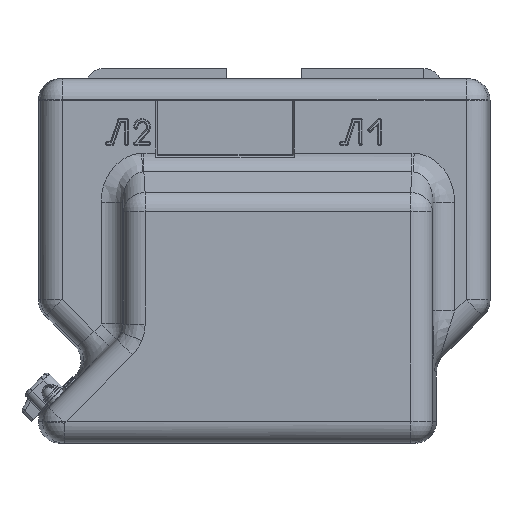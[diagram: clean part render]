
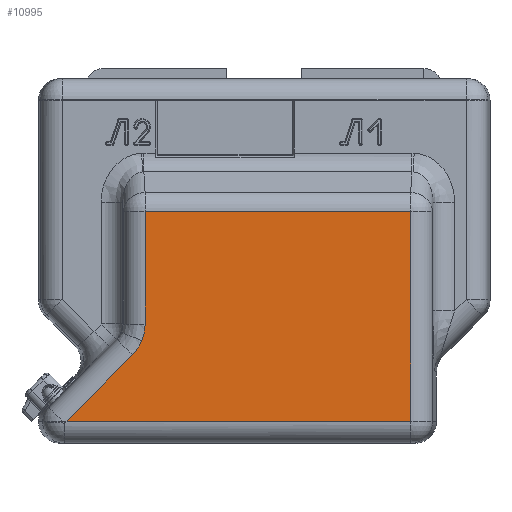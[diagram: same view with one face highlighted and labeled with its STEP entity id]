
A CAD part, top view. The second image highlights one B-rep face of the part: STEP entity #10995.
In plain terms, the highlighted planar face has unit normal (0, 0, 1).
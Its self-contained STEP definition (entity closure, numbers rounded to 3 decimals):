
#527 = CARTESIAN_POINT ( 'NONE',  ( -73.219, 61.134, 82.5 ) ) ;
#566 = CARTESIAN_POINT ( 'NONE',  ( -78.852, 52.705, 82.5 ) ) ;
#792 = VERTEX_POINT ( 'NONE', #5950 ) ;
#803 = VERTEX_POINT ( 'NONE', #5999 ) ;
#806 = VERTEX_POINT ( 'NONE', #5967 ) ;
#1087 = EDGE_LOOP ( 'NONE', ( #2149, #2127, #2105, #2154, #2190, #2157, #2141 ) ) ;
#2105 = ORIENTED_EDGE ( 'NONE', *, *, #3880, .T. ) ;
#2127 = ORIENTED_EDGE ( 'NONE', *, *, #4250, .T. ) ;
#2141 = ORIENTED_EDGE ( 'NONE', *, *, #7985, .F. ) ;
#2149 = ORIENTED_EDGE ( 'NONE', *, *, #3883, .T. ) ;
#2154 = ORIENTED_EDGE ( 'NONE', *, *, #7962, .T. ) ;
#2157 = ORIENTED_EDGE ( 'NONE', *, *, #4925, .F. ) ;
#2190 = ORIENTED_EDGE ( 'NONE', *, *, #4990, .T. ) ;
#3880 = EDGE_CURVE ( 'NONE', #7673, #806, #6793, .T. ) ;
#3883 = EDGE_CURVE ( 'NONE', #20614, #7684, #6832, .T. ) ;
#4250 = EDGE_CURVE ( 'NONE', #7684, #7673, #7319, .T. ) ;
#4925 = EDGE_CURVE ( 'NONE', #20613, #803, #19105, .T. ) ;
#4990 = EDGE_CURVE ( 'NONE', #792, #803, #12848, .T. ) ;
#5950 = CARTESIAN_POINT ( 'NONE',  ( -71.241, 138.494, 82.5 ) ) ;
#5967 = CARTESIAN_POINT ( 'NONE',  ( 87.565, 138.494, 82.5 ) ) ;
#5999 = CARTESIAN_POINT ( 'NONE',  ( -71.241, 71.078, 82.5 ) ) ;
#6222 = DIRECTION ( 'NONE',  ( 0., 1., 0. ) ) ;
#6230 = DIRECTION ( 'NONE',  ( -0.707, -0.707, 0. ) ) ;
#6236 = CARTESIAN_POINT ( 'NONE',  ( -123.242, 8.314, 82.5 ) ) ;
#6241 = CARTESIAN_POINT ( 'NONE',  ( 87.565, 146., 82.5 ) ) ;
#6793 = LINE ( 'NONE', #6241, #6817 ) ;
#6813 = VECTOR ( 'NONE', #6230, 1000. ) ;
#6817 = VECTOR ( 'NONE', #6222, 1000. ) ;
#6832 = LINE ( 'NONE', #6236, #6813 ) ;
#7290 = VECTOR ( 'NONE', #9115, 1000. ) ;
#7319 = LINE ( 'NONE', #9113, #7290 ) ;
#7673 = VERTEX_POINT ( 'NONE', #15274 ) ;
#7684 = VERTEX_POINT ( 'NONE', #15250 ) ;
#7962 = EDGE_CURVE ( 'NONE', #806, #792, #13198, .T. ) ;
#7985 = EDGE_CURVE ( 'NONE', #20614, #20613, #19118, .T. ) ;
#9113 = CARTESIAN_POINT ( 'NONE',  ( 87.565, 13., 82.5 ) ) ;
#9115 = DIRECTION ( 'NONE',  ( 1., 0., 0. ) ) ;
#10611 = AXIS2_PLACEMENT_3D ( 'NONE', #20557, #20558, #20578 ) ;
#10995 = ADVANCED_FACE ( 'NONE', ( #18181 ), #20565, .T. ) ;
#12848 = LINE ( 'NONE', #14503, #12852 ) ;
#12852 = VECTOR ( 'NONE', #14525, 1000. ) ;
#13198 = LINE ( 'NONE', #16128, #13200 ) ;
#13200 = VECTOR ( 'NONE', #16118, 1000. ) ;
#14428 = CARTESIAN_POINT ( 'NONE',  ( -71.241, 71.078, 82.5 ) ) ;
#14429 = CARTESIAN_POINT ( 'NONE',  ( -71.241, 67.655, 82.5 ) ) ;
#14432 = CARTESIAN_POINT ( 'NONE',  ( -71.909, 64.297, 82.5 ) ) ;
#14439 = CARTESIAN_POINT ( 'NONE',  ( -73.219, 61.134, 82.5 ) ) ;
#14503 = CARTESIAN_POINT ( 'NONE',  ( -71.241, 65.515, 82.5 ) ) ;
#14525 = DIRECTION ( 'NONE',  ( 0., -1., 0. ) ) ;
#15250 = CARTESIAN_POINT ( 'NONE',  ( -118.557, 13., 82.5 ) ) ;
#15274 = CARTESIAN_POINT ( 'NONE',  ( 87.565, 13., 82.5 ) ) ;
#16118 = DIRECTION ( 'NONE',  ( -1., 0., 0. ) ) ;
#16128 = CARTESIAN_POINT ( 'NONE',  ( -83.795, 138.494, 82.5 ) ) ;
#16153 = CARTESIAN_POINT ( 'NONE',  ( -76.431, 55.125, 82.5 ) ) ;
#16165 = CARTESIAN_POINT ( 'NONE',  ( -78.852, 52.705, 82.5 ) ) ;
#16166 = CARTESIAN_POINT ( 'NONE',  ( -73.219, 61.134, 82.5 ) ) ;
#16178 = CARTESIAN_POINT ( 'NONE',  ( -74.529, 57.972, 82.5 ) ) ;
#18181 = FACE_OUTER_BOUND ( 'NONE', #1087, .T. ) ;
#19105 =( BOUNDED_CURVE ( )  B_SPLINE_CURVE ( 3, ( #14439, #14432, #14429, #14428 ),
 .UNSPECIFIED., .F., .T. ) 
 B_SPLINE_CURVE_WITH_KNOTS ( ( 4, 4 ),
 ( 0., 0.392 ),
 .UNSPECIFIED. ) 
 CURVE ( )  GEOMETRIC_REPRESENTATION_ITEM ( )  RATIONAL_B_SPLINE_CURVE ( ( 1., 0.987, 0.987, 1. ) ) 
 REPRESENTATION_ITEM ( '' )  );
#19118 =( BOUNDED_CURVE ( )  B_SPLINE_CURVE ( 3, ( #16165, #16153, #16178, #16166 ),
 .UNSPECIFIED., .F., .T. ) 
 B_SPLINE_CURVE_WITH_KNOTS ( ( 4, 4 ),
 ( 5.891, 6.283 ),
 .UNSPECIFIED. ) 
 CURVE ( )  GEOMETRIC_REPRESENTATION_ITEM ( )  RATIONAL_B_SPLINE_CURVE ( ( 1., 0.987, 0.987, 1. ) ) 
 REPRESENTATION_ITEM ( '' )  );
#20557 = CARTESIAN_POINT ( 'NONE',  ( -85., 0., 82.5 ) ) ;
#20558 = DIRECTION ( 'NONE',  ( 0., 0., 1. ) ) ;
#20565 = PLANE ( 'NONE',  #10611 ) ;
#20578 = DIRECTION ( 'NONE',  ( 1., 0., 0. ) ) ;
#20613 = VERTEX_POINT ( 'NONE', #527 ) ;
#20614 = VERTEX_POINT ( 'NONE', #566 ) ;
